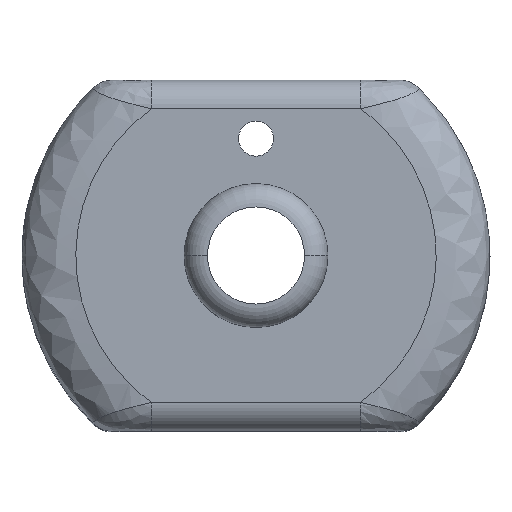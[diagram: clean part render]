
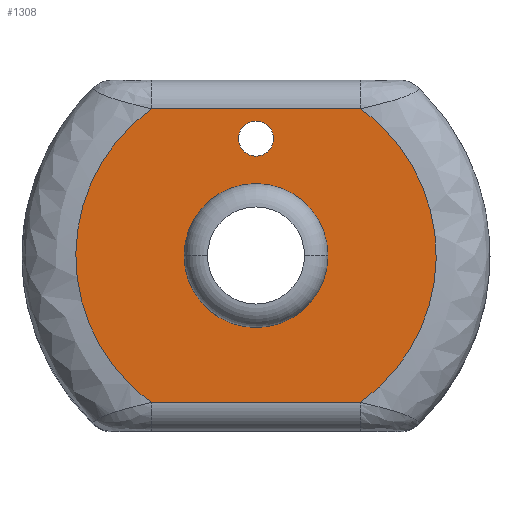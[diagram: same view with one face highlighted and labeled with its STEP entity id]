
A CAD part, top view. The second image highlights one B-rep face of the part: STEP entity #1308.
In plain terms, the highlighted planar face has unit normal (0, 0, 1).
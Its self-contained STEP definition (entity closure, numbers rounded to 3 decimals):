
#9 = CIRCLE ( 'NONE', #5780, 0.75 ) ;
#115 = LINE ( 'NONE', #3733, #1359 ) ;
#295 = EDGE_CURVE ( 'NONE', #4909, #4937, #6337, .T. ) ;
#348 = DIRECTION ( 'NONE',  ( 1., 0., 0. ) ) ;
#567 = CARTESIAN_POINT ( 'NONE',  ( 0., 5., 9.5 ) ) ;
#770 = CARTESIAN_POINT ( 'NONE',  ( 7.125, 2.982, 9.5 ) ) ;
#807 = AXIS2_PLACEMENT_3D ( 'NONE', #1390, #5256, #6391 ) ;
#830 = EDGE_CURVE ( 'NONE', #5455, #4109, #3453, .T. ) ;
#841 = CARTESIAN_POINT ( 'NONE',  ( 7.682, 0.609, 9.5 ) ) ;
#863 = CARTESIAN_POINT ( 'NONE',  ( -7.125, -2.982, 9.5 ) ) ;
#866 = B_SPLINE_CURVE_WITH_KNOTS ( 'NONE', 3,
 ( #2293, #2614, #4452, #4783, #6623, #1760, #6952, #4592, #5195, #5595, #4060, #3527, #841, #2432, #3996, #5732, #770, #4557, #4094, #6761, #6192, #1300 ),
 .UNSPECIFIED., .F., .F.,
 ( 4, 2, 2, 2, 2, 2, 2, 2, 2, 2, 4 ),
 ( 0.146, 0.234, 0.323, 0.411, 0.456, 0.5, 0.544, 0.589, 0.677, 0.766, 0.854 ),
 .UNSPECIFIED. ) ;
#926 = FACE_BOUND ( 'NONE', #6862, .T. ) ;
#955 = CARTESIAN_POINT ( 'NONE',  ( 3.075, 0., 9.5 ) ) ;
#1057 = DIRECTION ( 'NONE',  ( 1., 0., 0. ) ) ;
#1072 = DIRECTION ( 'NONE',  ( 1., 0., 0. ) ) ;
#1146 = EDGE_CURVE ( 'NONE', #1589, #6542, #115, .T. ) ;
#1300 = CARTESIAN_POINT ( 'NONE',  ( 4.469, 6.27, 9.5 ) ) ;
#1308 = ADVANCED_FACE ( 'NONE', ( #926, #2483, #2551 ), #3079, .T. ) ;
#1326 = CARTESIAN_POINT ( 'NONE',  ( -5.422, -5.502, 9.5 ) ) ;
#1359 = VECTOR ( 'NONE', #5897, 1000. ) ;
#1390 = CARTESIAN_POINT ( 'NONE',  ( 0., 0., 9.5 ) ) ;
#1398 = ORIENTED_EDGE ( 'NONE', *, *, #1517, .F. ) ;
#1517 = EDGE_CURVE ( 'NONE', #3872, #5955, #9, .T. ) ;
#1544 = CARTESIAN_POINT ( 'NONE',  ( 4.469, -6.27, 9.5 ) ) ;
#1589 = VERTEX_POINT ( 'NONE', #1670 ) ;
#1670 = CARTESIAN_POINT ( 'NONE',  ( 4.469, 6.27, 9.5 ) ) ;
#1760 = CARTESIAN_POINT ( 'NONE',  ( 7.125, -2.983, 9.5 ) ) ;
#1818 = CARTESIAN_POINT ( 'NONE',  ( -7.7, -0.305, 9.5 ) ) ;
#2002 = CARTESIAN_POINT ( 'NONE',  ( 0., 5., 9.5 ) ) ;
#2293 = CARTESIAN_POINT ( 'NONE',  ( 4.469, -6.27, 9.5 ) ) ;
#2391 = CARTESIAN_POINT ( 'NONE',  ( -6.22, -4.58, 9.5 ) ) ;
#2432 = CARTESIAN_POINT ( 'NONE',  ( 7.609, 1.216, 9.5 ) ) ;
#2456 = CARTESIAN_POINT ( 'NONE',  ( -6.565, 4.07, 9.5 ) ) ;
#2483 = FACE_BOUND ( 'NONE', #6235, .T. ) ;
#2551 = FACE_OUTER_BOUND ( 'NONE', #4476, .T. ) ;
#2614 = CARTESIAN_POINT ( 'NONE',  ( 4.966, -5.916, 9.5 ) ) ;
#2635 = CARTESIAN_POINT ( 'NONE',  ( -4.469, -6.27, 9.5 ) ) ;
#2637 = AXIS2_PLACEMENT_3D ( 'NONE', #2002, #4812, #1057 ) ;
#2727 = AXIS2_PLACEMENT_3D ( 'NONE', #3008, #5743, #348 ) ;
#2823 = VECTOR ( 'NONE', #2957, 1000. ) ;
#2856 = EDGE_CURVE ( 'NONE', #4937, #4909, #5904, .T. ) ;
#2882 = CARTESIAN_POINT ( 'NONE',  ( -7.555, -1.519, 9.5 ) ) ;
#2957 = DIRECTION ( 'NONE',  ( 1., 0., 0. ) ) ;
#3008 = CARTESIAN_POINT ( 'NONE',  ( 0., 0., 9.5 ) ) ;
#3079 = PLANE ( 'NONE',  #807 ) ;
#3267 = AXIS2_PLACEMENT_3D ( 'NONE', #6600, #3899, #6062 ) ;
#3450 = CARTESIAN_POINT ( 'NONE',  ( -4.966, 5.916, 9.5 ) ) ;
#3453 = LINE ( 'NONE', #6725, #2823 ) ;
#3527 = CARTESIAN_POINT ( 'NONE',  ( 7.7, 0.305, 9.5 ) ) ;
#3598 = ORIENTED_EDGE ( 'NONE', *, *, #6609, .F. ) ;
#3733 = CARTESIAN_POINT ( 'NONE',  ( 0., 6.27, 9.5 ) ) ;
#3872 = VERTEX_POINT ( 'NONE', #5046 ) ;
#3878 = ORIENTED_EDGE ( 'NONE', *, *, #295, .F. ) ;
#3899 = DIRECTION ( 'NONE',  ( 0., 0., 1. ) ) ;
#3996 = CARTESIAN_POINT ( 'NONE',  ( 7.555, 1.519, 9.5 ) ) ;
#4020 = CARTESIAN_POINT ( 'NONE',  ( -6.564, -4.07, 9.5 ) ) ;
#4060 = CARTESIAN_POINT ( 'NONE',  ( 7.7, -0.305, 9.5 ) ) ;
#4087 = CARTESIAN_POINT ( 'NONE',  ( -7.555, 1.519, 9.5 ) ) ;
#4094 = CARTESIAN_POINT ( 'NONE',  ( 6.22, 4.58, 9.5 ) ) ;
#4097 = B_SPLINE_CURVE_WITH_KNOTS ( 'NONE', 3,
 ( #6186, #3450, #4617, #5158, #2456, #5655, #5085, #4087, #6217, #4585, #5623, #1818, #5051, #5724, #2882, #6257, #863, #4020, #2391, #1326, #5122, #6786 ),
 .UNSPECIFIED., .F., .F.,
 ( 4, 2, 2, 2, 2, 2, 2, 2, 2, 2, 4 ),
 ( 0.146, 0.234, 0.323, 0.411, 0.456, 0.5, 0.544, 0.589, 0.677, 0.766, 0.854 ),
 .UNSPECIFIED. ) ;
#4109 = VERTEX_POINT ( 'NONE', #1544 ) ;
#4425 = ORIENTED_EDGE ( 'NONE', *, *, #1146, .T. ) ;
#4452 = CARTESIAN_POINT ( 'NONE',  ( 5.421, -5.502, 9.5 ) ) ;
#4476 = EDGE_LOOP ( 'NONE', ( #4850, #6627, #5464, #4425 ) ) ;
#4557 = CARTESIAN_POINT ( 'NONE',  ( 6.564, 4.07, 9.5 ) ) ;
#4585 = CARTESIAN_POINT ( 'NONE',  ( -7.682, 0.609, 9.5 ) ) ;
#4592 = CARTESIAN_POINT ( 'NONE',  ( 7.555, -1.519, 9.5 ) ) ;
#4617 = CARTESIAN_POINT ( 'NONE',  ( -5.421, 5.502, 9.5 ) ) ;
#4682 = CIRCLE ( 'NONE', #2637, 0.75 ) ;
#4783 = CARTESIAN_POINT ( 'NONE',  ( 6.22, -4.579, 9.5 ) ) ;
#4812 = DIRECTION ( 'NONE',  ( 0., 0., 1. ) ) ;
#4850 = ORIENTED_EDGE ( 'NONE', *, *, #5841, .T. ) ;
#4893 = DIRECTION ( 'NONE',  ( 0., 0., 1. ) ) ;
#4909 = VERTEX_POINT ( 'NONE', #6879 ) ;
#4937 = VERTEX_POINT ( 'NONE', #955 ) ;
#5046 = CARTESIAN_POINT ( 'NONE',  ( 0.75, 5., 9.5 ) ) ;
#5051 = CARTESIAN_POINT ( 'NONE',  ( -7.682, -0.609, 9.5 ) ) ;
#5085 = CARTESIAN_POINT ( 'NONE',  ( -7.339, 2.408, 9.5 ) ) ;
#5122 = CARTESIAN_POINT ( 'NONE',  ( -4.966, -5.916, 9.5 ) ) ;
#5158 = CARTESIAN_POINT ( 'NONE',  ( -6.22, 4.579, 9.5 ) ) ;
#5172 = CARTESIAN_POINT ( 'NONE',  ( -4.469, 6.27, 9.5 ) ) ;
#5183 = EDGE_CURVE ( 'NONE', #4109, #1589, #866, .T. ) ;
#5195 = CARTESIAN_POINT ( 'NONE',  ( 7.609, -1.216, 9.5 ) ) ;
#5256 = DIRECTION ( 'NONE',  ( 0., 0., 1. ) ) ;
#5455 = VERTEX_POINT ( 'NONE', #2635 ) ;
#5464 = ORIENTED_EDGE ( 'NONE', *, *, #5183, .T. ) ;
#5595 = CARTESIAN_POINT ( 'NONE',  ( 7.682, -0.609, 9.5 ) ) ;
#5623 = CARTESIAN_POINT ( 'NONE',  ( -7.7, 0.305, 9.5 ) ) ;
#5655 = CARTESIAN_POINT ( 'NONE',  ( -7.125, 2.983, 9.5 ) ) ;
#5724 = CARTESIAN_POINT ( 'NONE',  ( -7.609, -1.216, 9.5 ) ) ;
#5732 = CARTESIAN_POINT ( 'NONE',  ( 7.339, 2.408, 9.5 ) ) ;
#5743 = DIRECTION ( 'NONE',  ( 0., 0., 1. ) ) ;
#5755 = CARTESIAN_POINT ( 'NONE',  ( -0.75, 5., 9.5 ) ) ;
#5780 = AXIS2_PLACEMENT_3D ( 'NONE', #567, #4893, #1072 ) ;
#5841 = EDGE_CURVE ( 'NONE', #6542, #5455, #4097, .T. ) ;
#5897 = DIRECTION ( 'NONE',  ( -1., 0., 0. ) ) ;
#5904 = CIRCLE ( 'NONE', #2727, 3.075 ) ;
#5955 = VERTEX_POINT ( 'NONE', #5755 ) ;
#6062 = DIRECTION ( 'NONE',  ( 1., 0., 0. ) ) ;
#6186 = CARTESIAN_POINT ( 'NONE',  ( -4.469, 6.27, 9.5 ) ) ;
#6192 = CARTESIAN_POINT ( 'NONE',  ( 4.966, 5.916, 9.5 ) ) ;
#6217 = CARTESIAN_POINT ( 'NONE',  ( -7.609, 1.216, 9.5 ) ) ;
#6235 = EDGE_LOOP ( 'NONE', ( #3878, #6381 ) ) ;
#6257 = CARTESIAN_POINT ( 'NONE',  ( -7.339, -2.408, 9.5 ) ) ;
#6337 = CIRCLE ( 'NONE', #3267, 3.075 ) ;
#6381 = ORIENTED_EDGE ( 'NONE', *, *, #2856, .F. ) ;
#6391 = DIRECTION ( 'NONE',  ( 1., 0., 0. ) ) ;
#6542 = VERTEX_POINT ( 'NONE', #5172 ) ;
#6600 = CARTESIAN_POINT ( 'NONE',  ( 0., 0., 9.5 ) ) ;
#6609 = EDGE_CURVE ( 'NONE', #5955, #3872, #4682, .T. ) ;
#6623 = CARTESIAN_POINT ( 'NONE',  ( 6.565, -4.07, 9.5 ) ) ;
#6627 = ORIENTED_EDGE ( 'NONE', *, *, #830, .T. ) ;
#6725 = CARTESIAN_POINT ( 'NONE',  ( 1.742, -6.27, 9.5 ) ) ;
#6761 = CARTESIAN_POINT ( 'NONE',  ( 5.422, 5.502, 9.5 ) ) ;
#6786 = CARTESIAN_POINT ( 'NONE',  ( -4.469, -6.27, 9.5 ) ) ;
#6862 = EDGE_LOOP ( 'NONE', ( #1398, #3598 ) ) ;
#6879 = CARTESIAN_POINT ( 'NONE',  ( -3.075, 0., 9.5 ) ) ;
#6952 = CARTESIAN_POINT ( 'NONE',  ( 7.339, -2.408, 9.5 ) ) ;
